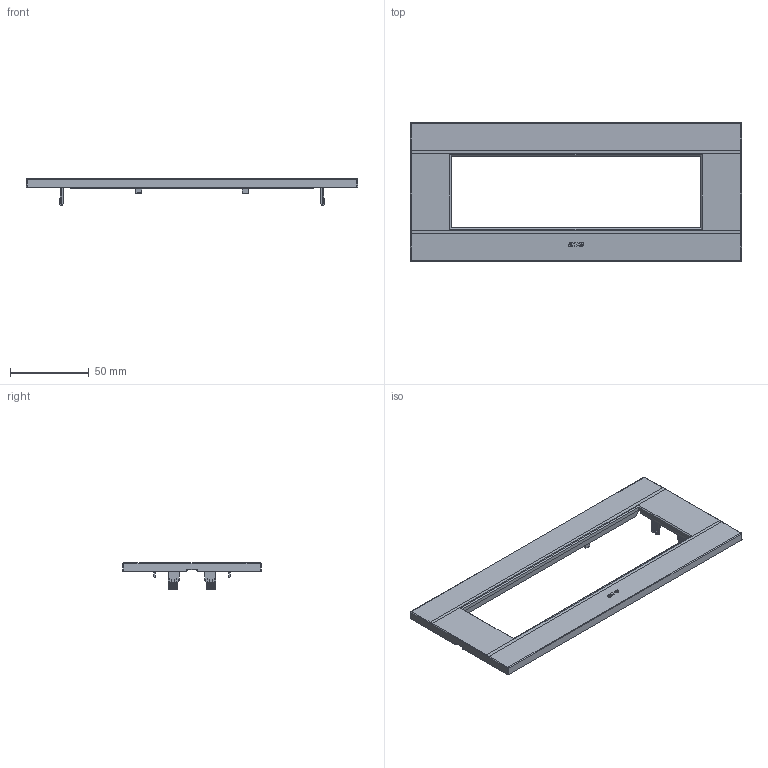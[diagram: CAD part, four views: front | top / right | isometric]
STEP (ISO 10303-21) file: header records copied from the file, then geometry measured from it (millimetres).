
FILE_DESCRIPTION(('CATIA V5 STEP Exchange'),'2;1');
FILE_NAME('44PSME7ALS.stp','2025-02-18T12:32:46+00:00',('none'),('none'),'CATIA Version 5-6 Release 2016 SP6','CATIA V5 STEP AP203','none');
FILE_SCHEMA(('CONFIG_CONTROL_DESIGN'));
Products named in the file (1): DR8227@
Bounding box: 210 x 88 x 17.1 mm (x, y, z)
Volume: 29646.4 mm3; surface area: 32240.9 mm2
Topology: 1 solids, 1 shells, 1681 faces, 4621 edges, 2986 vertices
Faces by surface type: plane 1256, cylinder 315, extrusion 38, sphere 36, bspline 36
Entity records: 52855 total; most frequent: CARTESIAN_POINT 14335, ORIENTED_EDGE 9168, DIRECTION 5914, EDGE_CURVE 4584, VECTOR 3151, LINE 3113, VERTEX_POINT 2984, EDGE_LOOP 1762
